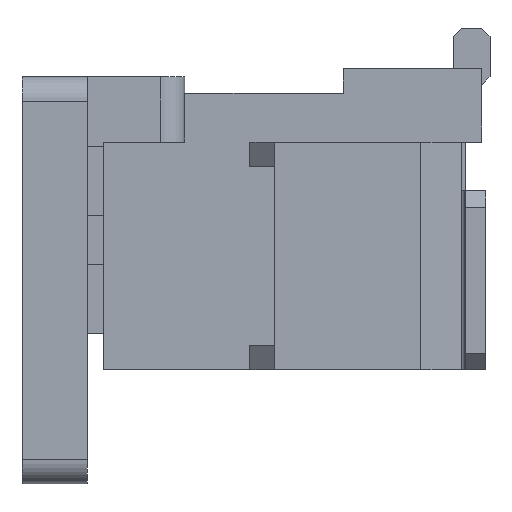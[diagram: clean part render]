
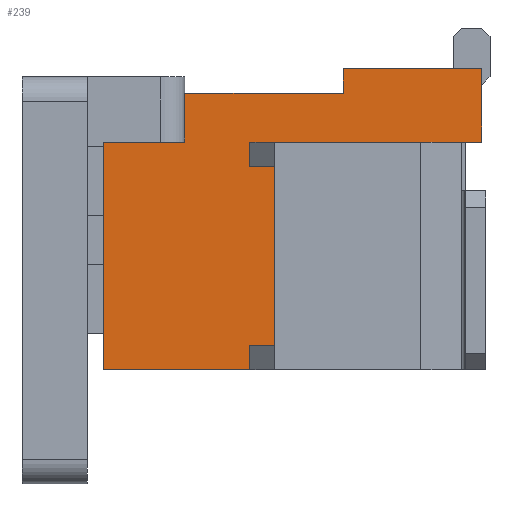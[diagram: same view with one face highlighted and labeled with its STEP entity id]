
A CAD part, left-side view. The second image highlights one B-rep face of the part: STEP entity #239.
In plain terms, the highlighted planar face has unit normal (-1, 0, 0).
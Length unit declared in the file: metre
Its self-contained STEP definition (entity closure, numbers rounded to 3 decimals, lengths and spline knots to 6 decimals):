
#239 = ADVANCED_FACE( '', ( #669 ), #670, .T. );
#669 = FACE_OUTER_BOUND( '', #1152, .T. );
#670 = PLANE( '', #1153 );
#1152 = EDGE_LOOP( '', ( #2916, #2917, #2918, #2919, #2920, #2921, #2922, #2923, #2924, #2925, #2926, #2927, #2928, #2929, #2930 ) );
#1153 = AXIS2_PLACEMENT_3D( '', #2931, #2932, #2933 );
#2916 = ORIENTED_EDGE( '', *, *, #3924, .F. );
#2917 = ORIENTED_EDGE( '', *, *, #3987, .F. );
#2918 = ORIENTED_EDGE( '', *, *, #3942, .T. );
#2919 = ORIENTED_EDGE( '', *, *, #3915, .T. );
#2920 = ORIENTED_EDGE( '', *, *, #3865, .F. );
#2921 = ORIENTED_EDGE( '', *, *, #3790, .F. );
#2922 = ORIENTED_EDGE( '', *, *, #3911, .T. );
#2923 = ORIENTED_EDGE( '', *, *, #3584, .T. );
#2924 = ORIENTED_EDGE( '', *, *, #3976, .F. );
#2925 = ORIENTED_EDGE( '', *, *, #3988, .T. );
#2926 = ORIENTED_EDGE( '', *, *, #3751, .T. );
#2927 = ORIENTED_EDGE( '', *, *, #3353, .T. );
#2928 = ORIENTED_EDGE( '', *, *, #3457, .F. );
#2929 = ORIENTED_EDGE( '', *, *, #3989, .F. );
#2930 = ORIENTED_EDGE( '', *, *, #3990, .F. );
#2931 = CARTESIAN_POINT( '', ( -0.002125, -0.003675, -0.0016 ) );
#2932 = DIRECTION( '', ( -1., 0., 0. ) );
#2933 = DIRECTION( '', ( 0., 0., 1. ) );
#3353 = EDGE_CURVE( '', #4134, #4132, #4135, .T. );
#3457 = EDGE_CURVE( '', #4334, #4132, #4335, .T. );
#3584 = EDGE_CURVE( '', #4563, #4568, #4570, .T. );
#3751 = EDGE_CURVE( '', #4853, #4134, #4854, .T. );
#3790 = EDGE_CURVE( '', #4913, #4915, #4916, .T. );
#3865 = EDGE_CURVE( '', #4915, #5026, #5027, .T. );
#3911 = EDGE_CURVE( '', #4913, #4563, #5094, .T. );
#3915 = EDGE_CURVE( '', #5098, #5026, #5099, .T. );
#3924 = EDGE_CURVE( '', #5109, #5111, #5112, .T. );
#3942 = EDGE_CURVE( '', #5135, #5098, #5136, .T. );
#3976 = EDGE_CURVE( '', #5182, #4568, #5183, .T. );
#3987 = EDGE_CURVE( '', #5135, #5109, #5196, .T. );
#3988 = EDGE_CURVE( '', #5182, #4853, #5197, .T. );
#3989 = EDGE_CURVE( '', #5198, #4334, #5199, .T. );
#3990 = EDGE_CURVE( '', #5111, #5198, #5200, .T. );
#4132 = VERTEX_POINT( '', #5300 );
#4134 = VERTEX_POINT( '', #5303 );
#4135 = LINE( '', #5304, #5305 );
#4334 = VERTEX_POINT( '', #5616 );
#4335 = LINE( '', #5617, #5618 );
#4563 = VERTEX_POINT( '', #5964 );
#4568 = VERTEX_POINT( '', #5972 );
#4570 = LINE( '', #5975, #5976 );
#4853 = VERTEX_POINT( '', #6417 );
#4854 = LINE( '', #6418, #6419 );
#4913 = VERTEX_POINT( '', #6514 );
#4915 = VERTEX_POINT( '', #6517 );
#4916 = LINE( '', #6518, #6519 );
#5026 = VERTEX_POINT( '', #6703 );
#5027 = LINE( '', #6704, #6705 );
#5094 = LINE( '', #6817, #6818 );
#5098 = VERTEX_POINT( '', #6825 );
#5099 = LINE( '', #6826, #6827 );
#5109 = VERTEX_POINT( '', #6844 );
#5111 = VERTEX_POINT( '', #6847 );
#5112 = LINE( '', #6848, #6849 );
#5135 = VERTEX_POINT( '', #6889 );
#5136 = LINE( '', #6890, #6891 );
#5182 = VERTEX_POINT( '', #6966 );
#5183 = LINE( '', #6967, #6968 );
#5196 = LINE( '', #6990, #6991 );
#5197 = LINE( '', #6992, #6993 );
#5198 = VERTEX_POINT( '', #6994 );
#5199 = LINE( '', #6995, #6996 );
#5200 = LINE( '', #6997, #6998 );
#5300 = CARTESIAN_POINT( '', ( -0.002125, -0.001975, 0.0018 ) );
#5303 = CARTESIAN_POINT( '', ( -0.002125, -0.001975, 0.0021 ) );
#5304 = CARTESIAN_POINT( '', ( -0.002125, -0.001975, 0.0021 ) );
#5305 = VECTOR( '', #7108, 1. );
#5616 = CARTESIAN_POINT( '', ( -0.002125, -0.000025, 0.0018 ) );
#5617 = CARTESIAN_POINT( '', ( -0.002125, -0.000025, 0.0018 ) );
#5618 = VECTOR( '', #7222, 1. );
#5964 = CARTESIAN_POINT( '', ( -0.002125, -0.000825, 0.0012 ) );
#5972 = CARTESIAN_POINT( '', ( -0.002125, -0.003425, 0.0012 ) );
#5975 = CARTESIAN_POINT( '', ( -0.002125, -0.000825, 0.0012 ) );
#5976 = VECTOR( '', #7357, 1. );
#6417 = CARTESIAN_POINT( '', ( -0.002125, -0.003675, 0.0021 ) );
#6418 = CARTESIAN_POINT( '', ( -0.002125, -0.003675, 0.0021 ) );
#6419 = VECTOR( '', #7540, 1. );
#6514 = CARTESIAN_POINT( '', ( -0.002125, -0.000825, 0.0009 ) );
#6517 = CARTESIAN_POINT( '', ( -0.002125, -0.001575, 0.0009 ) );
#6518 = CARTESIAN_POINT( '', ( -0.002125, -0.000825, 0.0009 ) );
#6519 = VECTOR( '', #7581, 1. );
#6703 = CARTESIAN_POINT( '', ( -0.002125, -0.001575, -0.0013 ) );
#6704 = CARTESIAN_POINT( '', ( -0.002125, -0.001575, 0.0009 ) );
#6705 = VECTOR( '', #7659, 1. );
#6817 = CARTESIAN_POINT( '', ( -0.002125, -0.000825, 0.0009 ) );
#6818 = VECTOR( '', #7705, 1. );
#6825 = CARTESIAN_POINT( '', ( -0.002125, -0.000825, -0.0013 ) );
#6826 = CARTESIAN_POINT( '', ( -0.002125, -0.000825, -0.0013 ) );
#6827 = VECTOR( '', #7709, 1. );
#6844 = CARTESIAN_POINT( '', ( -0.002125, 0.000975, -0.0016 ) );
#6847 = CARTESIAN_POINT( '', ( -0.002125, 0.000975, 0.0012 ) );
#6848 = CARTESIAN_POINT( '', ( -0.002125, 0.000975, -0.0016 ) );
#6849 = VECTOR( '', #7718, 1. );
#6889 = CARTESIAN_POINT( '', ( -0.002125, -0.000825, -0.0016 ) );
#6890 = CARTESIAN_POINT( '', ( -0.002125, -0.000825, -0.0016 ) );
#6891 = VECTOR( '', #7736, 1. );
#6966 = CARTESIAN_POINT( '', ( -0.002125, -0.003675, 0.0012 ) );
#6967 = CARTESIAN_POINT( '', ( -0.002125, -0.003675, 0.0012 ) );
#6968 = VECTOR( '', #7778, 1. );
#6990 = CARTESIAN_POINT( '', ( -0.002125, -0.000825, -0.0016 ) );
#6991 = VECTOR( '', #7791, 1. );
#6992 = CARTESIAN_POINT( '', ( -0.002125, -0.003675, 0.0012 ) );
#6993 = VECTOR( '', #7792, 1. );
#6994 = CARTESIAN_POINT( '', ( -0.002125, -0.000025, 0.0012 ) );
#6995 = CARTESIAN_POINT( '', ( -0.002125, -0.000025, 0.0012 ) );
#6996 = VECTOR( '', #7793, 1. );
#6997 = CARTESIAN_POINT( '', ( -0.002125, 0.000975, 0.0012 ) );
#6998 = VECTOR( '', #7794, 1. );
#7108 = DIRECTION( '', ( 0., 0., -1. ) );
#7222 = DIRECTION( '', ( 0., -1., 0. ) );
#7357 = DIRECTION( '', ( 0., -1., 0. ) );
#7540 = DIRECTION( '', ( 0., 1., 0. ) );
#7581 = DIRECTION( '', ( 0., -1., 0. ) );
#7659 = DIRECTION( '', ( 0., 0., -1. ) );
#7705 = DIRECTION( '', ( 0., 0., 1. ) );
#7709 = DIRECTION( '', ( 0., -1., 0. ) );
#7718 = DIRECTION( '', ( 0., 0., 1. ) );
#7736 = DIRECTION( '', ( 0., 0., 1. ) );
#7778 = DIRECTION( '', ( 0., 1., 0. ) );
#7791 = DIRECTION( '', ( 0., 1., 0. ) );
#7792 = DIRECTION( '', ( 0., 0., 1. ) );
#7793 = DIRECTION( '', ( 0., 0., 1. ) );
#7794 = DIRECTION( '', ( 0., -1., 0. ) );
